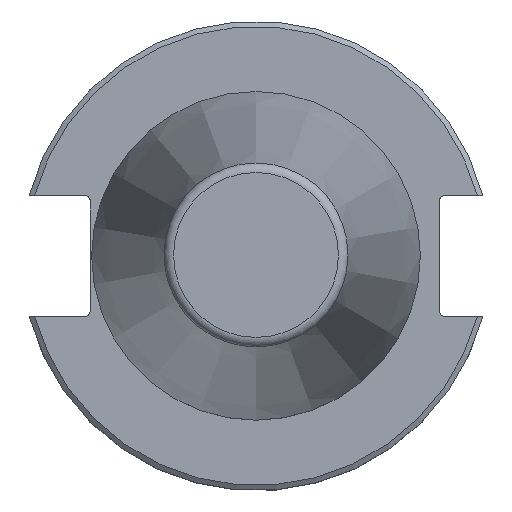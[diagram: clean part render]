
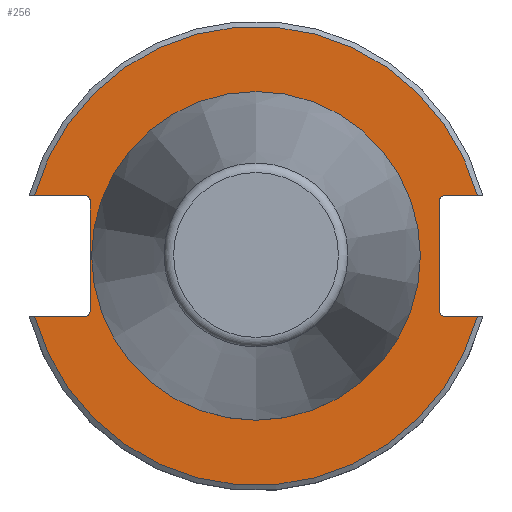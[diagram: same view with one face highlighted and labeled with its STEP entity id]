
A CAD part, top view. The second image highlights one B-rep face of the part: STEP entity #256.
In plain terms, the highlighted planar face has unit normal (0, 0, 1).
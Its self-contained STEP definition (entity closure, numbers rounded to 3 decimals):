
#92=LINE('',#1488,#138);
#95=LINE('',#1496,#141);
#101=LINE('',#1589,#147);
#102=LINE('',#1592,#148);
#103=LINE('',#1596,#149);
#104=LINE('',#1601,#150);
#105=LINE('',#1605,#151);
#106=LINE('',#1609,#152);
#138=VECTOR('',#1207,1.);
#141=VECTOR('',#1216,1.);
#147=VECTOR('',#1228,1.);
#148=VECTOR('',#1229,1.);
#149=VECTOR('',#1232,1.);
#150=VECTOR('',#1237,1.);
#151=VECTOR('',#1240,1.);
#152=VECTOR('',#1243,1.);
#224=FACE_BOUND('',#380,.T.);
#225=FACE_BOUND('',#381,.T.);
#256=ADVANCED_FACE('',(#224,#225),#310,.T.);
#310=PLANE('',#1071);
#380=EDGE_LOOP('',(#490,#491,#492,#493,#494,#495,#496,#497,#498,#499,#500,
#501,#502,#503));
#381=EDGE_LOOP('',(#504));
#490=ORIENTED_EDGE('',*,*,#856,.T.);
#491=ORIENTED_EDGE('',*,*,#857,.T.);
#492=ORIENTED_EDGE('',*,*,#858,.F.);
#493=ORIENTED_EDGE('',*,*,#859,.T.);
#494=ORIENTED_EDGE('',*,*,#860,.F.);
#495=ORIENTED_EDGE('',*,*,#840,.F.);
#496=ORIENTED_EDGE('',*,*,#838,.F.);
#497=ORIENTED_EDGE('',*,*,#836,.T.);
#498=ORIENTED_EDGE('',*,*,#861,.F.);
#499=ORIENTED_EDGE('',*,*,#862,.T.);
#500=ORIENTED_EDGE('',*,*,#863,.F.);
#501=ORIENTED_EDGE('',*,*,#864,.F.);
#502=ORIENTED_EDGE('',*,*,#865,.F.);
#503=ORIENTED_EDGE('',*,*,#866,.T.);
#504=ORIENTED_EDGE('',*,*,#820,.F.);
#722=VERTEX_POINT('',#1455);
#737=VERTEX_POINT('',#1487);
#738=VERTEX_POINT('',#1489);
#739=VERTEX_POINT('',#1493);
#740=VERTEX_POINT('',#1497);
#754=VERTEX_POINT('',#1590);
#755=VERTEX_POINT('',#1591);
#756=VERTEX_POINT('',#1593);
#757=VERTEX_POINT('',#1595);
#758=VERTEX_POINT('',#1597);
#759=VERTEX_POINT('',#1600);
#760=VERTEX_POINT('',#1602);
#761=VERTEX_POINT('',#1604);
#762=VERTEX_POINT('',#1606);
#763=VERTEX_POINT('',#1608);
#820=EDGE_CURVE('',#722,#722,#959,.T.);
#836=EDGE_CURVE('',#738,#737,#92,.T.);
#838=EDGE_CURVE('',#738,#739,#967,.T.);
#840=EDGE_CURVE('',#739,#740,#95,.T.);
#856=EDGE_CURVE('',#754,#755,#101,.T.);
#857=EDGE_CURVE('',#755,#756,#102,.T.);
#858=EDGE_CURVE('',#757,#756,#969,.T.);
#859=EDGE_CURVE('',#757,#758,#103,.T.);
#860=EDGE_CURVE('',#740,#758,#970,.T.);
#861=EDGE_CURVE('',#759,#737,#971,.T.);
#862=EDGE_CURVE('',#759,#760,#104,.T.);
#863=EDGE_CURVE('',#761,#760,#972,.T.);
#864=EDGE_CURVE('',#762,#761,#105,.T.);
#865=EDGE_CURVE('',#763,#762,#973,.T.);
#866=EDGE_CURVE('',#763,#754,#106,.T.);
#959=CIRCLE('',#1050,22.225);
#967=CIRCLE('',#1061,0.75);
#969=CIRCLE('',#1066,0.75);
#970=CIRCLE('',#1067,31.036);
#971=CIRCLE('',#1068,0.75);
#972=CIRCLE('',#1069,31.036);
#973=CIRCLE('',#1070,0.75);
#1050=AXIS2_PLACEMENT_3D('',#1454,#1179,#1180);
#1061=AXIS2_PLACEMENT_3D('',#1492,#1211,#1212);
#1066=AXIS2_PLACEMENT_3D('',#1594,#1230,#1231);
#1067=AXIS2_PLACEMENT_3D('',#1598,#1233,#1234);
#1068=AXIS2_PLACEMENT_3D('',#1599,#1235,#1236);
#1069=AXIS2_PLACEMENT_3D('',#1603,#1238,#1239);
#1070=AXIS2_PLACEMENT_3D('',#1607,#1241,#1242);
#1071=AXIS2_PLACEMENT_3D('',#1610,#1244,#1245);
#1179=DIRECTION('',(0.,0.,1.));
#1180=DIRECTION('',(1.,0.,0.));
#1207=DIRECTION('',(0.,1.,0.));
#1211=DIRECTION('',(0.,0.,1.));
#1212=DIRECTION('',(-1.,0.,0.));
#1216=DIRECTION('',(1.,0.,0.));
#1228=DIRECTION('',(0.,-1.,0.));
#1229=DIRECTION('',(0.,-1.,0.));
#1230=DIRECTION('',(0.,0.,1.));
#1231=DIRECTION('',(0.,-1.,0.));
#1232=DIRECTION('',(-1.,0.,0.));
#1233=DIRECTION('',(0.,0.,-1.));
#1234=DIRECTION('',(0.965,-0.264,0.));
#1235=DIRECTION('',(0.,0.,1.));
#1236=DIRECTION('',(0.,1.,0.));
#1237=DIRECTION('',(1.,0.,0.));
#1238=DIRECTION('',(0.,0.,-1.));
#1239=DIRECTION('',(0.,1.,0.));
#1240=DIRECTION('',(-1.,0.,0.));
#1241=DIRECTION('',(0.,0.,1.));
#1242=DIRECTION('',(1.,0.,0.));
#1243=DIRECTION('',(0.,-1.,0.));
#1244=DIRECTION('',(0.,0.,1.));
#1245=DIRECTION('',(0.,-1.,0.));
#1454=CARTESIAN_POINT('',(0.,0.,-3.17));
#1455=CARTESIAN_POINT('',(22.225,0.,-3.17));
#1487=CARTESIAN_POINT('',(24.83,7.44,-3.17));
#1488=CARTESIAN_POINT('',(24.83,-7.44,-3.17));
#1489=CARTESIAN_POINT('',(24.83,-7.44,-3.17));
#1492=CARTESIAN_POINT('',(25.58,-7.44,-3.17));
#1493=CARTESIAN_POINT('',(25.58,-8.19,-3.17));
#1496=CARTESIAN_POINT('',(25.58,-8.19,-3.17));
#1497=CARTESIAN_POINT('',(29.936,-8.19,-3.17));
#1589=CARTESIAN_POINT('',(-22.42,0.,-3.17));
#1590=CARTESIAN_POINT('',(-22.42,5.243,-3.17));
#1591=CARTESIAN_POINT('',(-22.42,-5.243,-3.17));
#1592=CARTESIAN_POINT('',(-22.42,-5.243,-3.17));
#1593=CARTESIAN_POINT('',(-22.42,-7.44,-3.17));
#1594=CARTESIAN_POINT('',(-23.17,-7.44,-3.17));
#1595=CARTESIAN_POINT('',(-23.17,-8.19,-3.17));
#1596=CARTESIAN_POINT('',(-23.17,-8.19,-3.17));
#1597=CARTESIAN_POINT('',(-29.936,-8.19,-3.17));
#1598=CARTESIAN_POINT('',(0.,0.,-3.17));
#1599=CARTESIAN_POINT('',(25.58,7.44,-3.17));
#1600=CARTESIAN_POINT('',(25.58,8.19,-3.17));
#1601=CARTESIAN_POINT('',(25.58,8.19,-3.17));
#1602=CARTESIAN_POINT('',(29.936,8.19,-3.17));
#1603=CARTESIAN_POINT('',(0.,0.,-3.17));
#1604=CARTESIAN_POINT('',(-29.936,8.19,-3.17));
#1605=CARTESIAN_POINT('',(-23.17,8.19,-3.17));
#1606=CARTESIAN_POINT('',(-23.17,8.19,-3.17));
#1607=CARTESIAN_POINT('',(-23.17,7.44,-3.17));
#1608=CARTESIAN_POINT('',(-22.42,7.44,-3.17));
#1609=CARTESIAN_POINT('',(-22.42,7.44,-3.17));
#1610=CARTESIAN_POINT('',(0.,0.,-3.17));
